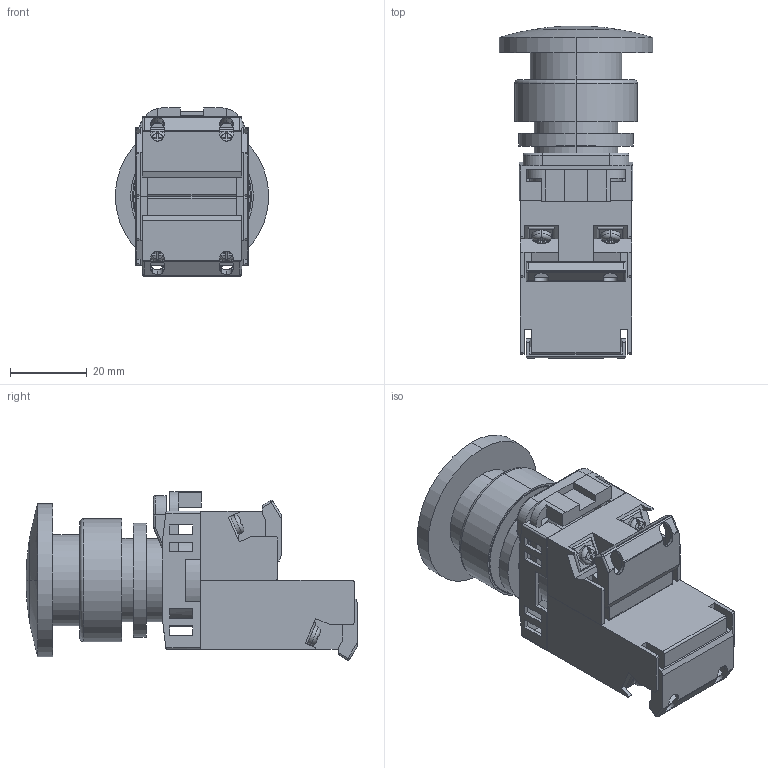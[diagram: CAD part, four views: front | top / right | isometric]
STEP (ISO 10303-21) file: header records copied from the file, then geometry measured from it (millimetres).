
FILE_DESCRIPTION (( 'STEP AP214' ), '1' );
FILE_NAME ('AR22M0L-01L3RZA.step', '2017-08-28T20:52:38', ( '' ), ( '' ), 'SwSTEP 2.0', 'SolidWorks 2017', '' );
FILE_SCHEMA (( 'AUTOMOTIVE_DESIGN' ));
Length unit declared in the file: millimetre
Products named in the file (1): AR22M0L-01L3RZA
Bounding box: 40 x 86.5 x 43.81 mm (x, y, z)
Volume: 56809.5 mm3; surface area: 28629.9 mm2
Topology: 18 solids, 18 shells, 444 faces, 1188 edges, 773 vertices
Faces by surface type: plane 298, cylinder 113, torus 16, sphere 12, bspline 5
Entity records: 14456 total; most frequent: CARTESIAN_POINT 3417, ORIENTED_EDGE 2372, DIRECTION 2085, EDGE_CURVE 1186, VECTOR 817, LINE 817, VERTEX_POINT 773, AXIS2_PLACEMENT_3D 634
